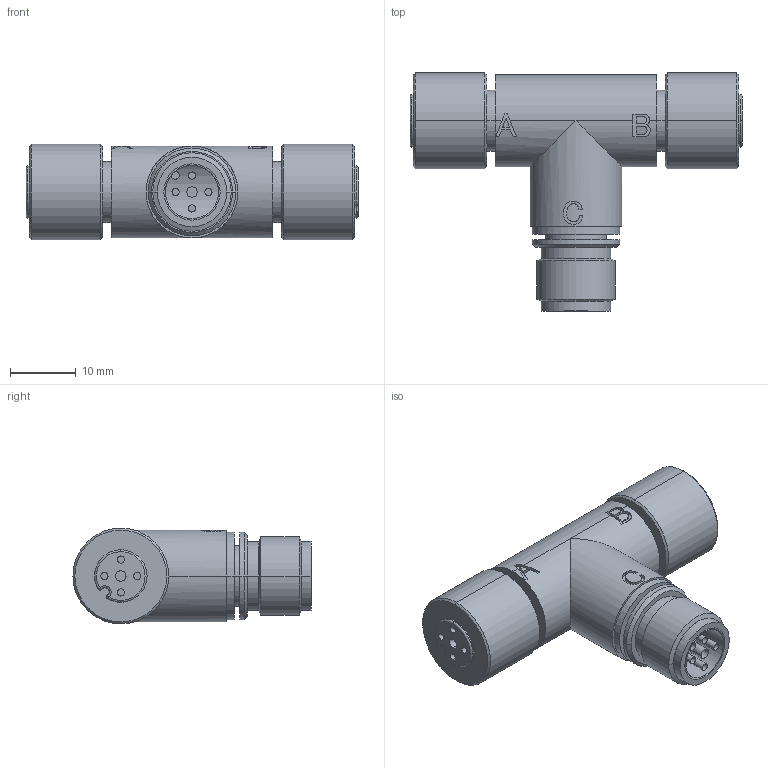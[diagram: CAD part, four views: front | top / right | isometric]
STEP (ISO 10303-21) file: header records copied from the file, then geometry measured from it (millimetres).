
FILE_DESCRIPTION (( 'STEP AP214' ), '1' );
FILE_NAME ('LEC-CGD.STEP', '2018-05-24T02:34:09', ( 'SONIC' ), ( 'UNITCOM PC' ), 'SwSTEP 2.0', 'SolidWorks 2015', '' );
FILE_SCHEMA (( 'AUTOMOTIVE_DESIGN' ));
Length unit declared in the file: millimetre
Products named in the file (1): LEC-CGD
Bounding box: 50.6 x 36.3 x 14.6 mm (x, y, z)
Volume: 10574.3 mm3; surface area: 4570.7 mm2
Topology: 1 solids, 1 shells, 198 faces, 457 edges, 293 vertices
Faces by surface type: cylinder 79, plane 60, bspline 32, cone 14, torus 8, sphere 5
Entity records: 6628 total; most frequent: CARTESIAN_POINT 2196, ORIENTED_EDGE 906, DIRECTION 900, EDGE_CURVE 453, AXIS2_PLACEMENT_3D 357, VERTEX_POINT 291, EDGE_LOOP 232, ADVANCED_FACE 198
